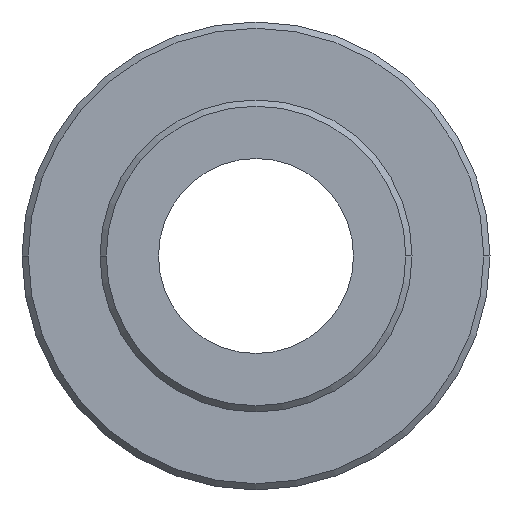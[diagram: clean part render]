
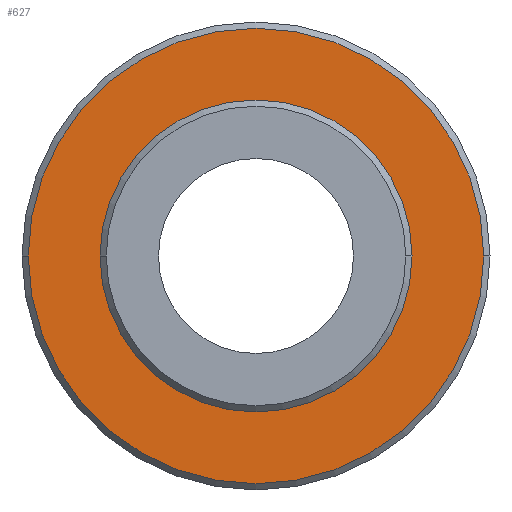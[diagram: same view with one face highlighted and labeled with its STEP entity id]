
A CAD part, front view. The second image highlights one B-rep face of the part: STEP entity #627.
In plain terms, the highlighted planar face has unit normal (0, -1, 0).
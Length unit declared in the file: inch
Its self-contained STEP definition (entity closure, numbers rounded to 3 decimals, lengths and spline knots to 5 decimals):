
#279=CARTESIAN_POINT('',(0.82409,-0.10908,0.));
#280=VERTEX_POINT('',#279);
#287=CARTESIAN_POINT('',(-0.63591,-0.10908,0.0));
#288=VERTEX_POINT('',#287);
#289=CARTESIAN_POINT('',(0.09409,-0.10908,0.0));
#290=DIRECTION('',(0.0,1.0,0.0));
#291=DIRECTION('',(1.0,0.0,0.0));
#292=AXIS2_PLACEMENT_3D('',#289,#290,#291);
#293=CIRCLE('',#292,0.73);
#294=EDGE_CURVE('',#280,#288,#293,.T.);
#319=CARTESIAN_POINT('',(-0.40591,-0.10908,0.0));
#320=VERTEX_POINT('',#319);
#336=CARTESIAN_POINT('',(0.59409,-0.10908,0.));
#337=VERTEX_POINT('',#336);
#344=CARTESIAN_POINT('',(0.09409,-0.10908,0.0));
#345=DIRECTION('',(0.0,1.0,0.0));
#346=DIRECTION('',(-1.0,0.0,0.0));
#347=AXIS2_PLACEMENT_3D('',#344,#345,#346);
#348=CIRCLE('',#347,0.5);
#349=EDGE_CURVE('',#320,#337,#348,.T.);
#572=CARTESIAN_POINT('',(0.09409,-0.10908,0.0));
#573=DIRECTION('',(0.0,1.0,0.0));
#574=DIRECTION('',(-1.0,0.0,0.0));
#575=AXIS2_PLACEMENT_3D('',#572,#573,#574);
#576=CIRCLE('',#575,0.5);
#577=EDGE_CURVE('',#337,#320,#576,.T.);
#592=CARTESIAN_POINT('',(0.09409,-0.10908,0.0));
#593=DIRECTION('',(0.0,1.0,0.0));
#594=DIRECTION('',(1.0,0.0,0.0));
#595=AXIS2_PLACEMENT_3D('',#592,#593,#594);
#596=CIRCLE('',#595,0.73);
#597=EDGE_CURVE('',#288,#280,#596,.T.);
#614=CARTESIAN_POINT('',(-0.53091,-0.10908,0.0));
#615=DIRECTION('',(0.0,-1.0,0.0));
#616=DIRECTION('',(0.0,0.0,-1.0));
#617=AXIS2_PLACEMENT_3D('',#614,#615,#616);
#618=PLANE('',#617);
#619=ORIENTED_EDGE('',*,*,#597,.F.);
#620=ORIENTED_EDGE('',*,*,#294,.F.);
#621=EDGE_LOOP('',(#619,#620));
#622=FACE_OUTER_BOUND('',#621,.T.);
#623=ORIENTED_EDGE('',*,*,#349,.T.);
#624=ORIENTED_EDGE('',*,*,#577,.T.);
#625=EDGE_LOOP('',(#623,#624));
#626=FACE_BOUND('',#625,.T.);
#627=ADVANCED_FACE('',(#622,#626),#618,.T.);
